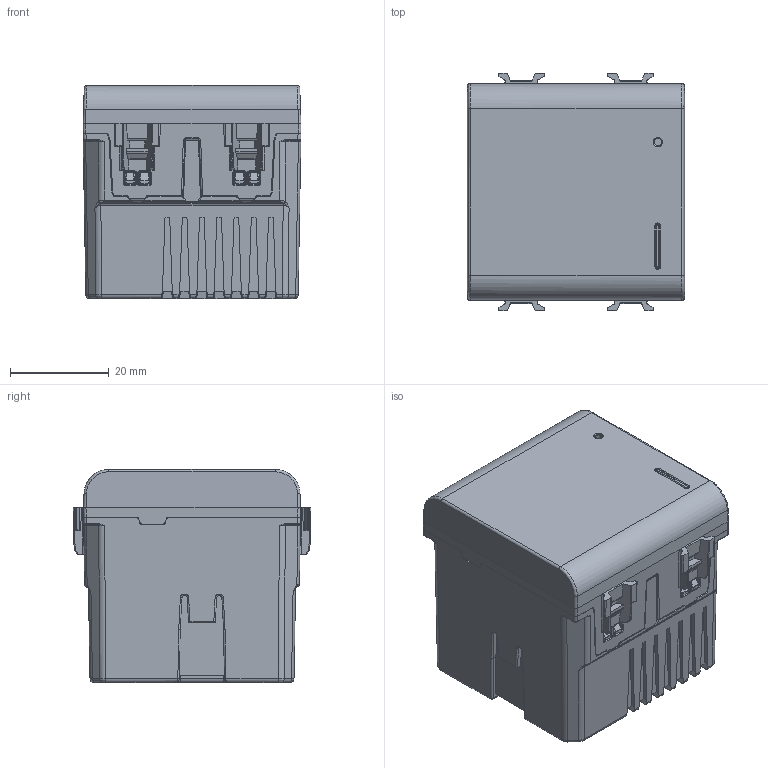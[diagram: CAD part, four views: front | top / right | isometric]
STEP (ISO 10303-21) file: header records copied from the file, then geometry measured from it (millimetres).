
FILE_DESCRIPTION(('CATIA V5 STEP Exchange','CAx-IF Rec.Pracs.--- Model Styling and Organization---1.4--- 2014-01-23'),'2;1');
FILE_NAME('GW10840.stp','2024-02-12T15:42:55+00:00',('none'),('none'),'CATIA Version 5-6 Release 2019 SP6','CATIA V5 STEP AP214 v1','none');
FILE_SCHEMA(('AUTOMOTIVE_DESIGN { 1 0 10303 214 1 1 1 1 }'));
Products named in the file (1): GW10840
Bounding box: 44.2 x 48.25 x 43.2 mm (x, y, z)
Volume: 44983.6 mm3; surface area: 19242.5 mm2
Topology: 2 solids, 2 shells, 1693 faces, 4354 edges, 2582 vertices
Faces by surface type: cylinder 663, plane 630, bspline 312, sphere 70, torus 10, cone 8
Entity records: 71775 total; most frequent: CARTESIAN_POINT 36285, ORIENTED_EDGE 8512, DIRECTION 4344, EDGE_CURVE 4256, VERTEX_POINT 2582, VECTOR 1923, LINE 1923, B_SPLINE_CURVE_WITH_KNOTS 1886
